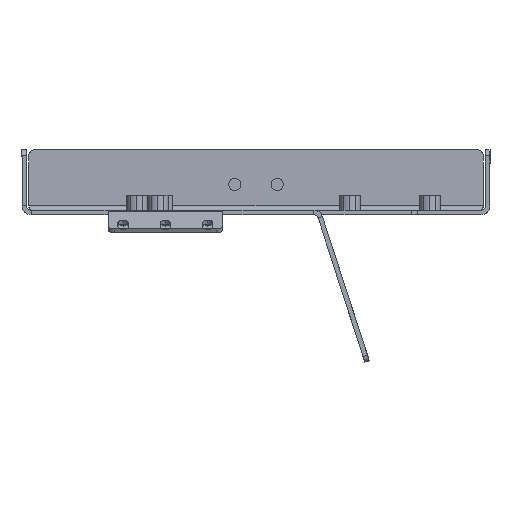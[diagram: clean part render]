
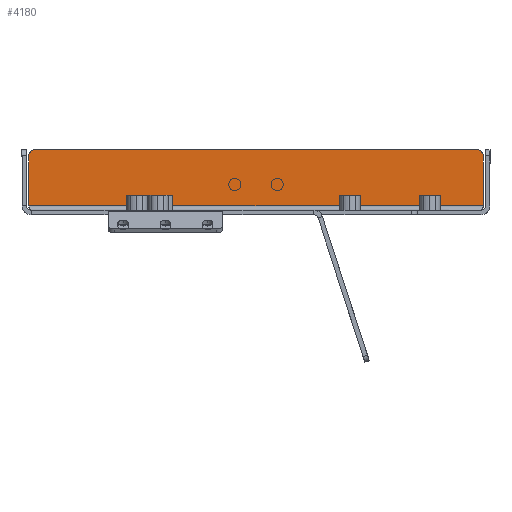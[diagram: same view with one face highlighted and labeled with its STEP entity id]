
A CAD part, left-side view. The second image highlights one B-rep face of the part: STEP entity #4180.
In plain terms, the highlighted planar face has unit normal (-1, 0, 0).
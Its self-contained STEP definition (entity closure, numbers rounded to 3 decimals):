
#35 = EDGE_CURVE ( 'NONE', #2430, #873, #4422, .T. ) ;
#63 = EDGE_LOOP ( 'NONE', ( #5415, #4811, #4484, #147, #2521, #4157 ) ) ;
#117 = PLANE ( 'NONE',  #2651 ) ;
#142 = EDGE_CURVE ( 'NONE', #1099, #2430, #1329, .T. ) ;
#147 = ORIENTED_EDGE ( 'NONE', *, *, #5031, .T. ) ;
#267 = EDGE_CURVE ( 'NONE', #5066, #1737, #4478, .T. ) ;
#387 = DIRECTION ( 'NONE',  ( 0., 0., -1. ) ) ;
#438 = DIRECTION ( 'NONE',  ( 0., 0., 1. ) ) ;
#458 = EDGE_CURVE ( 'NONE', #4509, #1737, #3279, .T. ) ;
#577 = DIRECTION ( 'NONE',  ( 1., 0., 0. ) ) ;
#656 = CARTESIAN_POINT ( 'NONE',  ( 735.5, -150.793, 20. ) ) ;
#873 = VERTEX_POINT ( 'NONE', #2993 ) ;
#988 = DIRECTION ( 'NONE',  ( 0., -1., 0. ) ) ;
#1048 = EDGE_CURVE ( 'NONE', #1099, #4509, #2619, .T. ) ;
#1099 = VERTEX_POINT ( 'NONE', #3273 ) ;
#1329 = LINE ( 'NONE', #3071, #4328 ) ;
#1435 = FACE_OUTER_BOUND ( 'NONE', #63, .T. ) ;
#1619 = CARTESIAN_POINT ( 'NONE',  ( 735.5, -150.793, 18. ) ) ;
#1737 = VERTEX_POINT ( 'NONE', #656 ) ;
#1758 = CIRCLE ( 'NONE', #2478, 2. ) ;
#1971 = VECTOR ( 'NONE', #438, 1000. ) ;
#2230 = VECTOR ( 'NONE', #3503, 1000. ) ;
#2268 = DIRECTION ( 'NONE',  ( 0., 0., -1. ) ) ;
#2349 = CARTESIAN_POINT ( 'NONE',  ( 735.5, -4.207, 18. ) ) ;
#2430 = VERTEX_POINT ( 'NONE', #3971 ) ;
#2478 = AXIS2_PLACEMENT_3D ( 'NONE', #2349, #2484, #5089 ) ;
#2484 = DIRECTION ( 'NONE',  ( -1., 0., 0. ) ) ;
#2521 = ORIENTED_EDGE ( 'NONE', *, *, #35, .F. ) ;
#2619 = LINE ( 'NONE', #4366, #1971 ) ;
#2651 = AXIS2_PLACEMENT_3D ( 'NONE', #2668, #577, #2268 ) ;
#2668 = CARTESIAN_POINT ( 'NONE',  ( 735.5, 0., 0. ) ) ;
#2993 = CARTESIAN_POINT ( 'NONE',  ( 735.5, -2.207, 18. ) ) ;
#3071 = CARTESIAN_POINT ( 'NONE',  ( 735.5, -155., 1.5 ) ) ;
#3089 = CARTESIAN_POINT ( 'NONE',  ( 735.5, -152.793, 18. ) ) ;
#3273 = CARTESIAN_POINT ( 'NONE',  ( 735.5, -152.793, 1.5 ) ) ;
#3279 = CIRCLE ( 'NONE', #4849, 2. ) ;
#3503 = DIRECTION ( 'NONE',  ( 0., 0., 1. ) ) ;
#3656 = CARTESIAN_POINT ( 'NONE',  ( 735.5, -4.207, 20. ) ) ;
#3971 = CARTESIAN_POINT ( 'NONE',  ( 735.5, -2.207, 1.5 ) ) ;
#4157 = ORIENTED_EDGE ( 'NONE', *, *, #142, .F. ) ;
#4180 = ADVANCED_FACE ( 'NONE', ( #1435 ), #117, .F. ) ;
#4320 = VECTOR ( 'NONE', #988, 1000. ) ;
#4328 = VECTOR ( 'NONE', #4828, 1000. ) ;
#4366 = CARTESIAN_POINT ( 'NONE',  ( 735.5, -152.793, 0. ) ) ;
#4422 = LINE ( 'NONE', #4889, #2230 ) ;
#4478 = LINE ( 'NONE', #5419, #4320 ) ;
#4484 = ORIENTED_EDGE ( 'NONE', *, *, #267, .F. ) ;
#4509 = VERTEX_POINT ( 'NONE', #3089 ) ;
#4811 = ORIENTED_EDGE ( 'NONE', *, *, #458, .T. ) ;
#4828 = DIRECTION ( 'NONE',  ( 0., 1., 0. ) ) ;
#4849 = AXIS2_PLACEMENT_3D ( 'NONE', #1619, #5573, #387 ) ;
#4889 = CARTESIAN_POINT ( 'NONE',  ( 735.5, -2.207, 0. ) ) ;
#5031 = EDGE_CURVE ( 'NONE', #5066, #873, #1758, .T. ) ;
#5066 = VERTEX_POINT ( 'NONE', #3656 ) ;
#5089 = DIRECTION ( 'NONE',  ( 0., 0., -1. ) ) ;
#5415 = ORIENTED_EDGE ( 'NONE', *, *, #1048, .T. ) ;
#5419 = CARTESIAN_POINT ( 'NONE',  ( 735.5, 0., 20. ) ) ;
#5573 = DIRECTION ( 'NONE',  ( -1., 0., 0. ) ) ;
